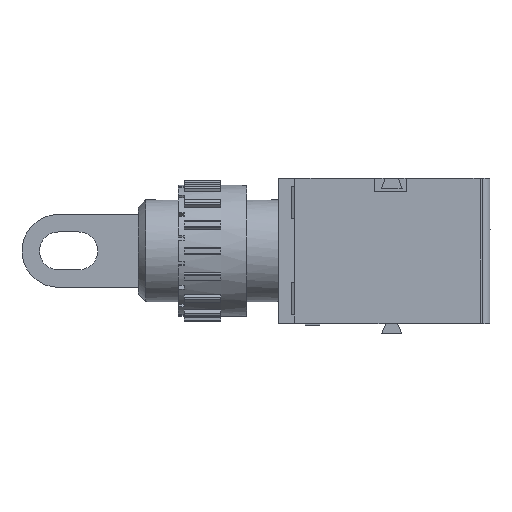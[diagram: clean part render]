
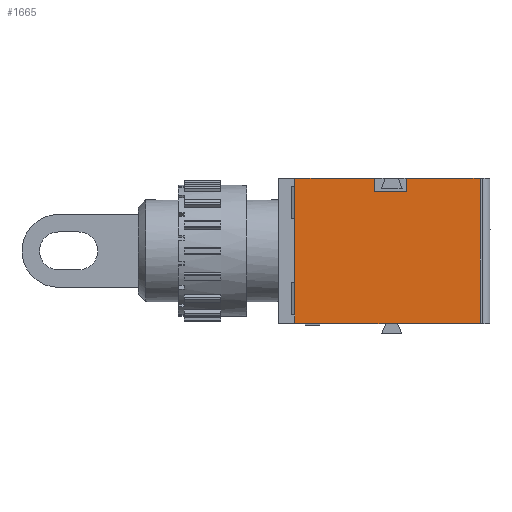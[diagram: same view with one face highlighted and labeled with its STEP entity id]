
A CAD part, left-side view. The second image highlights one B-rep face of the part: STEP entity #1665.
In plain terms, the highlighted planar face has unit normal (-1, 0, 0).
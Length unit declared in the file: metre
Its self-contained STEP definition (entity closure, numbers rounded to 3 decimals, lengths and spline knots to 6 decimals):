
#1665=ADVANCED_FACE('',(#4644),#4645,.T.);
#2483=EDGE_CURVE('',#5907,#5910,#5911,.T.);
#2487=EDGE_CURVE('',#5915,#5916,#5917,.T.);
#2603=EDGE_CURVE('',#6084,#6087,#6088,.T.);
#2671=EDGE_CURVE('',#6176,#6182,#6185,.T.);
#3007=EDGE_CURVE('',#6087,#5907,#6660,.T.);
#3123=EDGE_CURVE('',#6818,#6084,#6819,.T.);
#3125=EDGE_CURVE('',#6818,#6821,#6822,.T.);
#3127=EDGE_CURVE('',#6821,#5916,#6824,.T.);
#3129=EDGE_CURVE('',#6176,#5915,#6826,.T.);
#3131=EDGE_CURVE('',#6182,#5910,#6828,.T.);
#4644=FACE_OUTER_BOUND('',#8613,.T.);
#4645=PLANE('',#8614);
#5907=VERTEX_POINT('',#10106);
#5910=VERTEX_POINT('',#10111);
#5911=LINE('',#10112,#10113);
#5915=VERTEX_POINT('',#10120);
#5916=VERTEX_POINT('',#10121);
#5917=LINE('',#10122,#10123);
#6084=VERTEX_POINT('',#10425);
#6087=VERTEX_POINT('',#10430);
#6088=LINE('',#10431,#10432);
#6176=VERTEX_POINT('',#10571);
#6182=VERTEX_POINT('',#10581);
#6185=LINE('',#10586,#10587);
#6660=LINE('',#11370,#11371);
#6818=VERTEX_POINT('',#11624);
#6819=LINE('',#11625,#11626);
#6821=VERTEX_POINT('',#11629);
#6822=B_SPLINE_CURVE_WITH_KNOTS('',1,(#11630,#11631),.UNSPECIFIED.,.F.,.F.,(2,2),(0.0,1.0),.UNSPECIFIED.);
#6824=LINE('',#11634,#11635);
#6826=LINE('',#11638,#11639);
#6828=LINE('',#11642,#11643);
#8613=EDGE_LOOP('',(#15025,#15026,#15027,#15028,#15029,#15030,#15031,#15032,#15033,#15034));
#8614=AXIS2_PLACEMENT_3D('',#15035,#15036,#15037);
#10106=CARTESIAN_POINT('',(-0.0316,0.013487,0.));
#10111=CARTESIAN_POINT('',(-0.0316,0.008038,0.));
#10112=CARTESIAN_POINT('',(-0.0316,0.001087,0.));
#10113=VECTOR('',#17886,1.0);
#10120=CARTESIAN_POINT('',(-0.0316,0.005838,0.));
#10121=CARTESIAN_POINT('',(-0.0316,0.000768,0.));
#10122=CARTESIAN_POINT('',(-0.0316,0.001087,0.));
#10123=VECTOR('',#17888,1.0);
#10425=CARTESIAN_POINT('',(-0.0316,0.013487,-0.01));
#10430=CARTESIAN_POINT('',(-0.0316,0.013487,-0.0094));
#10431=CARTESIAN_POINT('',(-0.0316,0.013487,-0.01));
#10432=VECTOR('',#17966,1.0);
#10571=CARTESIAN_POINT('',(-0.0316,0.005838,-0.0009));
#10581=CARTESIAN_POINT('',(-0.0316,0.008038,-0.0009));
#10586=CARTESIAN_POINT('',(-0.0316,0.001087,-0.0009));
#10587=VECTOR('',#18020,1.0);
#11370=CARTESIAN_POINT('',(-0.0316,0.013487,-0.01));
#11371=VECTOR('',#18241,1.0);
#11624=CARTESIAN_POINT('',(-0.0316,0.000768,-0.01));
#11625=CARTESIAN_POINT('',(-0.0316,-0.000313,-0.01));
#11626=VECTOR('',#18339,1.0);
#11629=CARTESIAN_POINT('',(-0.0316,0.000768,-0.005));
#11630=CARTESIAN_POINT('',(-0.0316,0.000768,-0.01));
#11631=CARTESIAN_POINT('',(-0.0316,0.000768,-0.005));
#11634=CARTESIAN_POINT('',(-0.0316,0.000768,-0.01));
#11635=VECTOR('',#18340,1.0);
#11638=CARTESIAN_POINT('',(-0.0316,0.005838,-0.01));
#11639=VECTOR('',#18341,1.0);
#11642=CARTESIAN_POINT('',(-0.0316,0.008038,-0.01));
#11643=VECTOR('',#18342,1.0);
#15025=ORIENTED_EDGE('',*,*,#3007,.F.);
#15026=ORIENTED_EDGE('',*,*,#2603,.F.);
#15027=ORIENTED_EDGE('',*,*,#3123,.F.);
#15028=ORIENTED_EDGE('',*,*,#3125,.T.);
#15029=ORIENTED_EDGE('',*,*,#3127,.T.);
#15030=ORIENTED_EDGE('',*,*,#2487,.F.);
#15031=ORIENTED_EDGE('',*,*,#3129,.F.);
#15032=ORIENTED_EDGE('',*,*,#2671,.T.);
#15033=ORIENTED_EDGE('',*,*,#3131,.T.);
#15034=ORIENTED_EDGE('',*,*,#2483,.F.);
#15035=CARTESIAN_POINT('',(-0.0316,0.001087,-0.01));
#15036=DIRECTION('',(-1.,0.,0.));
#15037=DIRECTION('',(0.,0.,1.));
#17886=DIRECTION('',(0.,-1.0,0.));
#17888=DIRECTION('',(0.,-1.0,0.));
#17966=DIRECTION('',(0.,0.,1.0));
#18020=DIRECTION('',(0.,1.0,0.));
#18241=DIRECTION('',(0.,0.,1.));
#18339=DIRECTION('',(0.,1.0,0.));
#18340=DIRECTION('',(0.,0.,1.));
#18341=DIRECTION('',(0.,0.,1.));
#18342=DIRECTION('',(0.,0.,1.));
